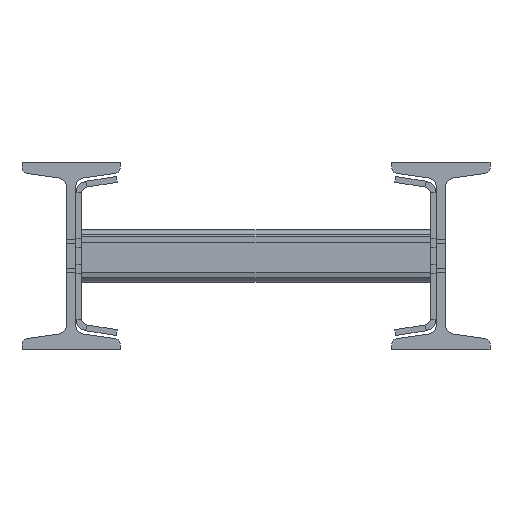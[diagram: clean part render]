
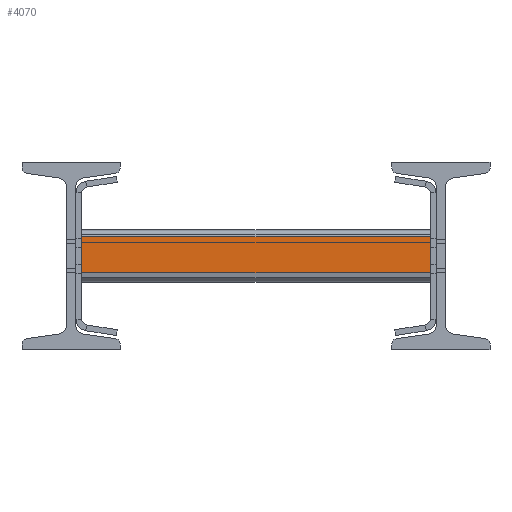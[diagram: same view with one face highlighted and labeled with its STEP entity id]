
A CAD part, front view. The second image highlights one B-rep face of the part: STEP entity #4070.
In plain terms, the highlighted face is planar.
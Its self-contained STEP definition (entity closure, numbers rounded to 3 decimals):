
#3535=DIRECTION('',(0.,-1.,0.));
#3536=VECTOR('',#3535,15.5);
#3537=CARTESIAN_POINT('',(-2851.,19.5,20.));
#3538=LINE('',#3537,#3536);
#3543=DIRECTION('',(1.,0.,0.));
#3544=VECTOR('',#3543,149.);
#3545=CARTESIAN_POINT('',(-3000.,4.,20.));
#3546=LINE('',#3545,#3544);
#3631=DIRECTION('',(-1.,0.,0.));
#3632=VECTOR('',#3631,149.);
#3633=CARTESIAN_POINT('',(-2851.,19.5,20.));
#3634=LINE('',#3633,#3632);
#3657=DIRECTION('',(0.,-1.,0.));
#3658=VECTOR('',#3657,15.5);
#3659=CARTESIAN_POINT('',(-3000.,19.5,20.));
#3660=LINE('',#3659,#3658);
#3943=CARTESIAN_POINT('',(-3000.,4.,20.));
#3944=CARTESIAN_POINT('',(-2851.,4.,20.));
#3945=VERTEX_POINT('',#3943);
#3946=VERTEX_POINT('',#3944);
#3947=CARTESIAN_POINT('',(-3000.,19.5,20.));
#3948=VERTEX_POINT('',#3947);
#3949=CARTESIAN_POINT('',(-2851.,19.5,20.));
#3950=VERTEX_POINT('',#3949);
#4055=CARTESIAN_POINT('',(3000.,4.,20.));
#4056=DIRECTION('',(0.,0.,-1.));
#4057=DIRECTION('',(-1.,0.,0.));
#4058=AXIS2_PLACEMENT_3D('',#4055,#4056,#4057);
#4059=PLANE('',#4058);
#4061=ORIENTED_EDGE('',*,*,#4060,.F.);
#4063=ORIENTED_EDGE('',*,*,#4062,.F.);
#4065=ORIENTED_EDGE('',*,*,#4064,.F.);
#4067=ORIENTED_EDGE('',*,*,#4066,.T.);
#4068=EDGE_LOOP('',(#4061,#4063,#4065,#4067));
#4069=FACE_OUTER_BOUND('',#4068,.F.);
#4070=ADVANCED_FACE('',(#4069),#4059,.F.);
#4060=EDGE_CURVE('',#3945,#3946,#3546,.T.);
#4062=EDGE_CURVE('',#3948,#3945,#3660,.T.);
#4064=EDGE_CURVE('',#3950,#3948,#3634,.T.);
#4066=EDGE_CURVE('',#3950,#3946,#3538,.T.);
